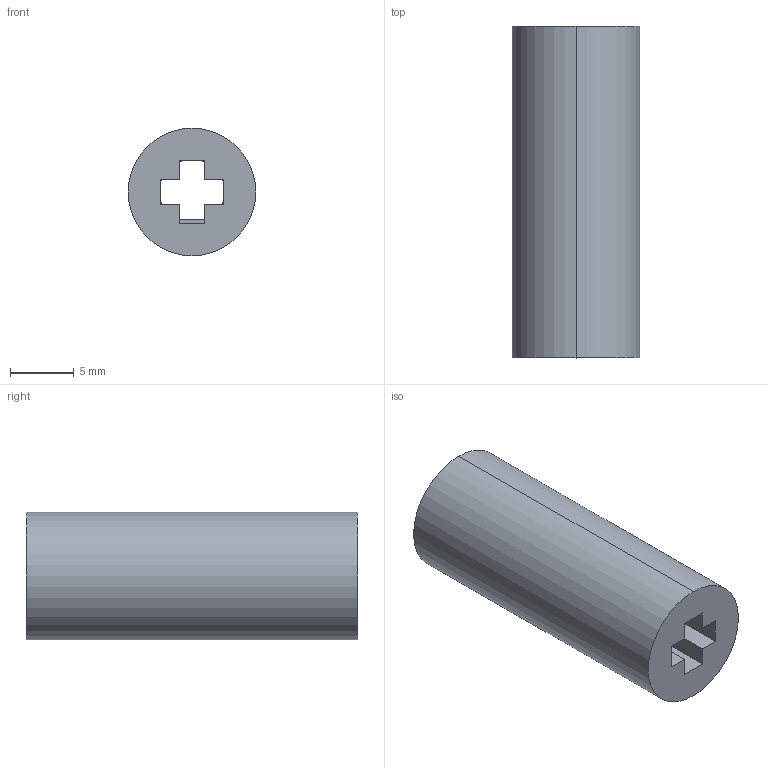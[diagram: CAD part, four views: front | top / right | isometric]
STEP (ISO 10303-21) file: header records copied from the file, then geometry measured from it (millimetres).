
FILE_DESCRIPTION (( 'STEP AP203' ), '1' );
FILE_NAME ('CouplingV3.STEP', '2025-08-30T23:11:17', ( '' ), ( '' ), 'SwSTEP 2.0', 'SolidWorks 2025', '' );
FILE_SCHEMA (( 'CONFIG_CONTROL_DESIGN' ));
Length unit declared in the file: millimetre
Products named in the file (1): CouplingV3
Bounding box: 10 x 26 x 10 mm (x, y, z)
Volume: 1579.1 mm3; surface area: 1406.9 mm2
Topology: 1 solids, 1 shells, 33 faces, 79 edges, 48 vertices
Faces by surface type: plane 29, cylinder 4
Entity records: 1022 total; most frequent: DIRECTION 167, CARTESIAN_POINT 161, ORIENTED_EDGE 158, EDGE_CURVE 79, VECTOR 59, LINE 59, AXIS2_PLACEMENT_3D 54, VERTEX_POINT 48
